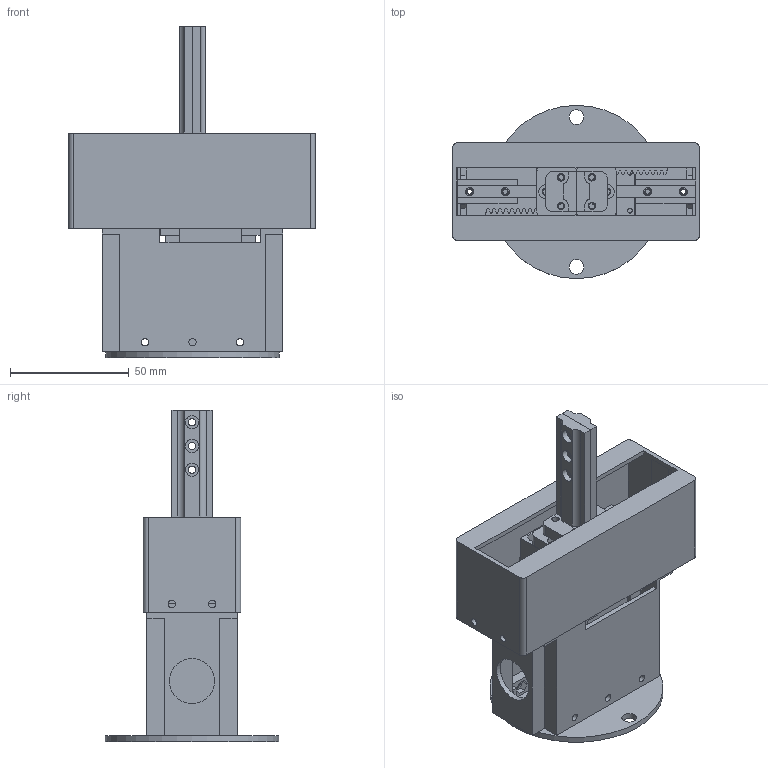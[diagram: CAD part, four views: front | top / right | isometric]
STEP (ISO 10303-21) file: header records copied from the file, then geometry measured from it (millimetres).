
FILE_DESCRIPTION(/* description */ (''),/* implementation_level */ '2;1');
FILE_NAME(/* name */ 'gripper_assembly.step',/* time_stamp */ '2023-11-03T00:08:37+09:00',/* author */ (''),/* organization */ (''),/* preprocessor_version */ 'ST-DEVELOPER v20',/* originating_system */ 'Autodesk Translation Framework v12.14.0.127',/* authorisation */ '');
FILE_SCHEMA (('AUTOMOTIVE_DESIGN { 1 0 10303 214 3 1 1 }'));
Length unit declared in the file: millimetre
Products named in the file (17): assemble; R75_cover; ToArm; XL330_base_for65mm; XL330_cover; ref_XL330; Dynamixel_Gear20Tooth_forXL330; ref_SSE2B6-100; ref_SSE2B6-100_rail_100mm; ref_SSE2B6-100_base; rail_base_to_rack_dynamixel; claw_adapter; Gear_claw; Gear_claw_1; claw_50mm; TipCover_for65mm; ref_RGEAL0.8KA-55-A5-B10-C10-D10
Assembly tree (22 placements, depth 3):
  assemble
    R75_cover
    ToArm
    XL330_base_for65mm
    XL330_cover  x2
    ref_XL330
    Dynamixel_Gear20Tooth_forXL330
    ref_SSE2B6-100
      ref_SSE2B6-100_rail_100mm
      ref_SSE2B6-100_base  x2
    rail_base_to_rack_dynamixel  x2
    claw_adapter  x2
    Gear_claw
      claw_50mm
    Gear_claw_1
      claw_50mm
    TipCover_for65mm
    ref_RGEAL0.8KA-55-A5-B10-C10-D10  x2
Bounding box: 104 x 73 x 139.53 mm (x, y, z)
Volume: 112929.5 mm3; surface area: 100646 mm2
Topology: 19 solids, 19 shells, 1147 faces, 3184 edges, 2131 vertices
Faces by surface type: plane 742, cylinder 322, bspline 80, cone 2, torus 1
Full cylindrical faces by diameter (mm): 2 x8, 2.05 x4, 2.1 x8, 2.4 x7, 2.5 x8, 2.9 x4, 3.1 x48, 3.5 x15, 4 x4, 5 x1, 5.5 x6, 6 x4, 6.2 x2, 7.8 x1, 12.129 x1, 19 x1, 73 x1
Entity records: 31194 total; most frequent: CARTESIAN_POINT 8511, ORIENTED_EDGE 4784, DIRECTION 4273, EDGE_CURVE 2392, LINE 1711, VECTOR 1711, VERTEX_POINT 1597, AXIS2_PLACEMENT_3D 1281
